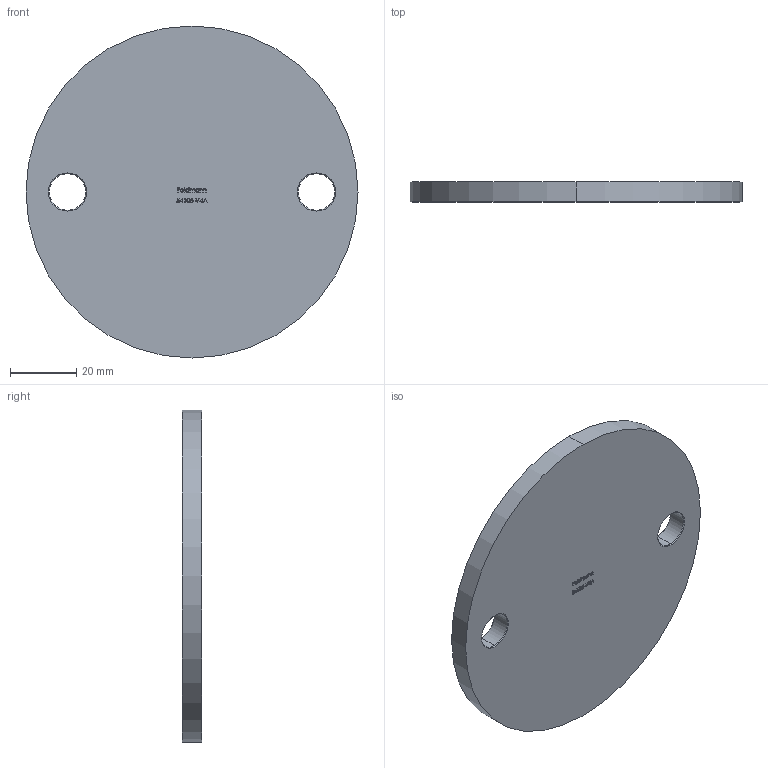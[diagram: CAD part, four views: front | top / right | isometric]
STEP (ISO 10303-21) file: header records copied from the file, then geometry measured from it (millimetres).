
FILE_DESCRIPTION (( 'STEP AP203' ), '1' );
FILE_NAME ('54105-V4A.step', '2020-10-21T10:58:18', ( '' ), ( '' ), 'SwSTEP 2.0', 'SolidWorks 2018', '' );
FILE_SCHEMA (( 'CONFIG_CONTROL_DESIGN' ));
Length unit declared in the file: millimetre
Products named in the file (2): 54105-V4A
Bounding box: 100 x 6 x 100 mm (x, y, z)
Volume: 45978.6 mm3; surface area: 17616.9 mm2
Topology: 1 solids, 1 shells, 233 faces, 613 edges, 406 vertices
Faces by surface type: plane 146, bspline 73, cone 8, cylinder 6
Entity records: 11176 total; most frequent: CARTESIAN_POINT 5735, ORIENTED_EDGE 1226, DIRECTION 811, EDGE_CURVE 613, VECTOR 447, LINE 447, VERTEX_POINT 406, EDGE_LOOP 261
